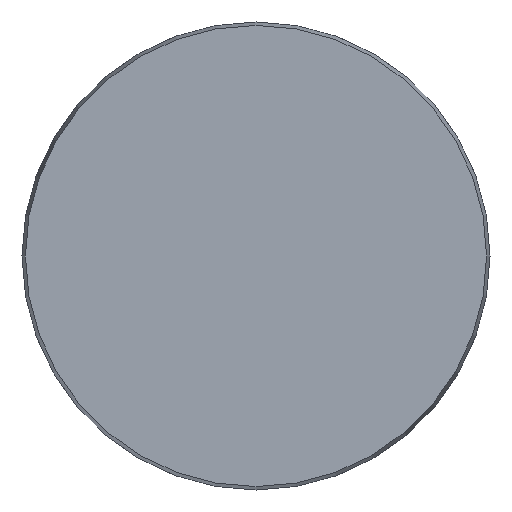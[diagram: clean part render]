
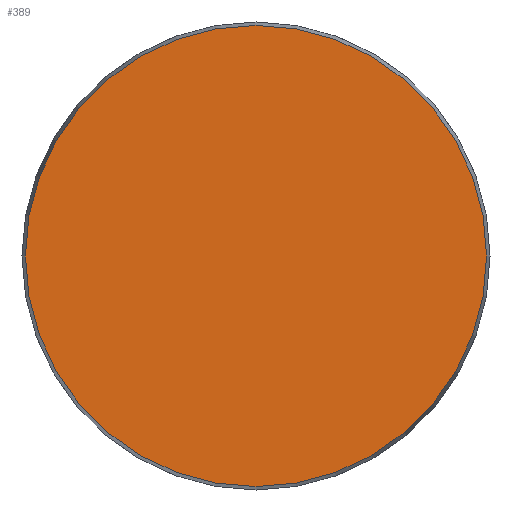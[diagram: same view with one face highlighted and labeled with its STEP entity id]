
A CAD part, front view. The second image highlights one B-rep face of the part: STEP entity #389.
In plain terms, the highlighted planar face has unit normal (0, -1, 0).
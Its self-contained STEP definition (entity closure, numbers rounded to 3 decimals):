
#59 = DIRECTION ( 'NONE',  ( 0., 0., -1. ) ) ;
#129 = AXIS2_PLACEMENT_3D ( 'NONE', #535, #406, #201 ) ;
#144 = ORIENTED_EDGE ( 'NONE', *, *, #300, .T. ) ;
#201 = DIRECTION ( 'NONE',  ( 0., 0., 1. ) ) ;
#238 = FACE_OUTER_BOUND ( 'NONE', #314, .T. ) ;
#251 = AXIS2_PLACEMENT_3D ( 'NONE', #481, #344, #59 ) ;
#283 = VERTEX_POINT ( 'NONE', #537 ) ;
#300 = EDGE_CURVE ( 'NONE', #283, #283, #493, .T. ) ;
#314 = EDGE_LOOP ( 'NONE', ( #144 ) ) ;
#335 = PLANE ( 'NONE',  #129 ) ;
#344 = DIRECTION ( 'NONE',  ( 0., -1., 0. ) ) ;
#389 = ADVANCED_FACE ( 'NONE', ( #238 ), #335, .F. ) ;
#406 = DIRECTION ( 'NONE',  ( 0., 1., 0. ) ) ;
#481 = CARTESIAN_POINT ( 'NONE',  ( 0., 0., 0. ) ) ;
#493 = CIRCLE ( 'NONE', #251, 38.425 ) ;
#535 = CARTESIAN_POINT ( 'NONE',  ( -38.425, 0., 0. ) ) ;
#537 = CARTESIAN_POINT ( 'NONE',  ( 0., 0., -38.425 ) ) ;
